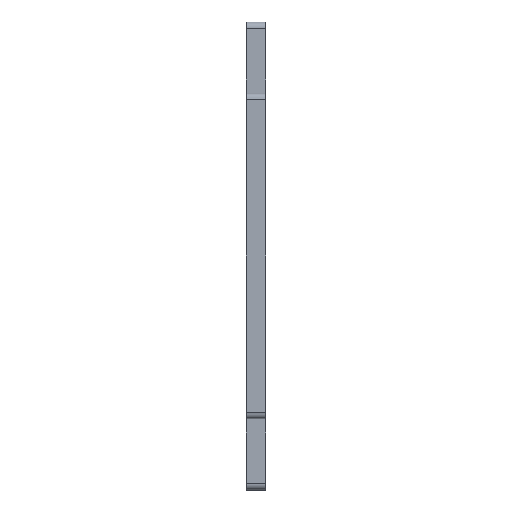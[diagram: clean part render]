
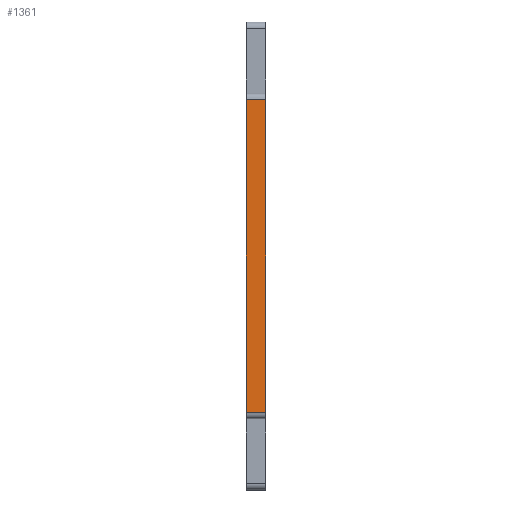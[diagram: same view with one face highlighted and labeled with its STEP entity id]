
A CAD part, left-side view. The second image highlights one B-rep face of the part: STEP entity #1361.
In plain terms, the highlighted planar face has unit normal (-1, 0, 0).
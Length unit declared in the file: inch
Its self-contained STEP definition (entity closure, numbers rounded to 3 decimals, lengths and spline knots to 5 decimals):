
#114=PLANE('',#1480);
#145=FACE_OUTER_BOUND('',#249,.T.);
#249=EDGE_LOOP('',(#1031,#1032,#1033,#1034));
#381=LINE('',#1991,#477);
#383=LINE('',#1997,#479);
#403=LINE('',#2115,#499);
#404=LINE('',#2116,#500);
#477=VECTOR('',#1593,0.3937);
#479=VECTOR('',#1599,0.3937);
#499=VECTOR('',#1699,0.3937);
#500=VECTOR('',#1700,0.3937);
#654=VERTEX_POINT('',#1988);
#655=VERTEX_POINT('',#1990);
#657=VERTEX_POINT('',#1996);
#715=VERTEX_POINT('',#2114);
#792=EDGE_CURVE('',#654,#655,#381,.T.);
#795=EDGE_CURVE('',#657,#655,#383,.T.);
#854=EDGE_CURVE('',#715,#654,#403,.T.);
#855=EDGE_CURVE('',#657,#715,#404,.T.);
#1031=ORIENTED_EDGE('',*,*,#792,.F.);
#1032=ORIENTED_EDGE('',*,*,#854,.F.);
#1033=ORIENTED_EDGE('',*,*,#855,.F.);
#1034=ORIENTED_EDGE('',*,*,#795,.T.);
#1361=ADVANCED_FACE('',(#145),#114,.T.);
#1480=AXIS2_PLACEMENT_3D('',#2113,#1697,#1698);
#1593=DIRECTION('',(0.,-1.,0.));
#1599=DIRECTION('',(0.,0.,1.));
#1697=DIRECTION('center_axis',(-1.,0.,0.));
#1698=DIRECTION('ref_axis',(0.,0.,1.));
#1699=DIRECTION('',(0.,0.,1.));
#1700=DIRECTION('',(0.,1.,0.));
#1988=CARTESIAN_POINT('',(-9.,0.375,-1.493));
#1990=CARTESIAN_POINT('',(-9.,0.,-1.493));
#1991=CARTESIAN_POINT('',(-9.,0.1875,-1.493));
#1996=CARTESIAN_POINT('',(-9.,0.,-7.507));
#1997=CARTESIAN_POINT('',(-9.,0.,-9.));
#2113=CARTESIAN_POINT('Origin',(-9.,0.,-9.));
#2114=CARTESIAN_POINT('',(-9.,0.375,-7.507));
#2115=CARTESIAN_POINT('',(-9.,0.375,-9.));
#2116=CARTESIAN_POINT('',(-9.,0.1875,-7.507));
